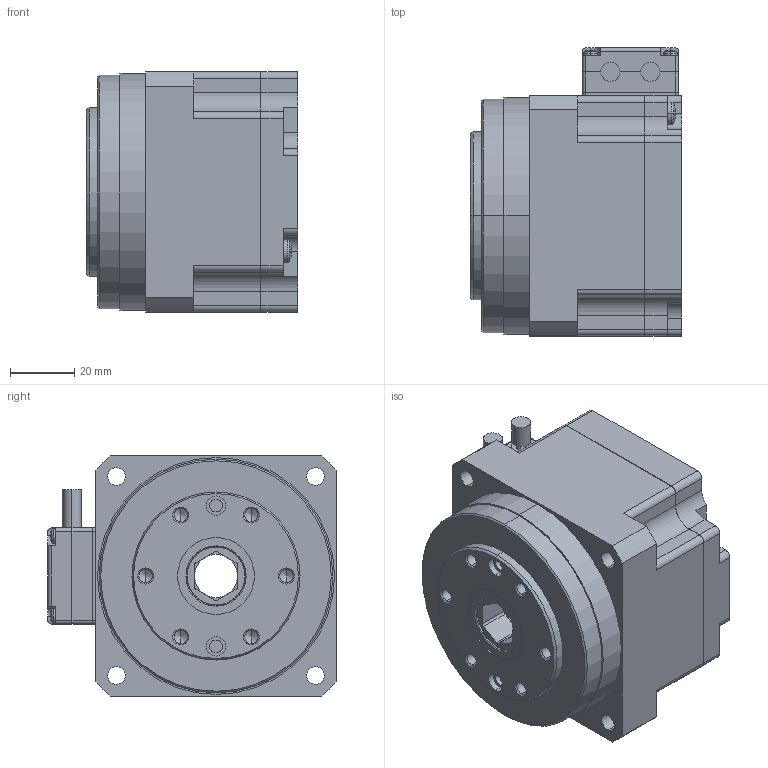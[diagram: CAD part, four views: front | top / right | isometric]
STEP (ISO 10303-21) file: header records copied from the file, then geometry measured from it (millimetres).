
FILE_DESCRIPTION (( 'STEP AP214' ), '1' );
FILE_NAME ('FHA-14C-XXX-US200.STEP', '2017-01-13T16:27:47', ( '' ), ( '' ), 'SwSTEP 2.0', 'SolidWorks 2015', '' );
FILE_SCHEMA (( 'AUTOMOTIVE_DESIGN' ));
Length unit declared in the file: millimetre
Products named in the file (1): FHA-14C-XXX-US200
Bounding box: 66 x 90 x 75 mm (x, y, z)
Volume: 317947.2 mm3; surface area: 35579.5 mm2
Topology: 1 solids, 1 shells, 407 faces, 1091 edges, 698 vertices
Faces by surface type: plane 204, cylinder 147, cone 32, bspline 24
Entity records: 13067 total; most frequent: CARTESIAN_POINT 2713, DIRECTION 2203, ORIENTED_EDGE 2158, EDGE_CURVE 1079, AXIS2_PLACEMENT_3D 792, VERTEX_POINT 698, LINE 619, VECTOR 619
